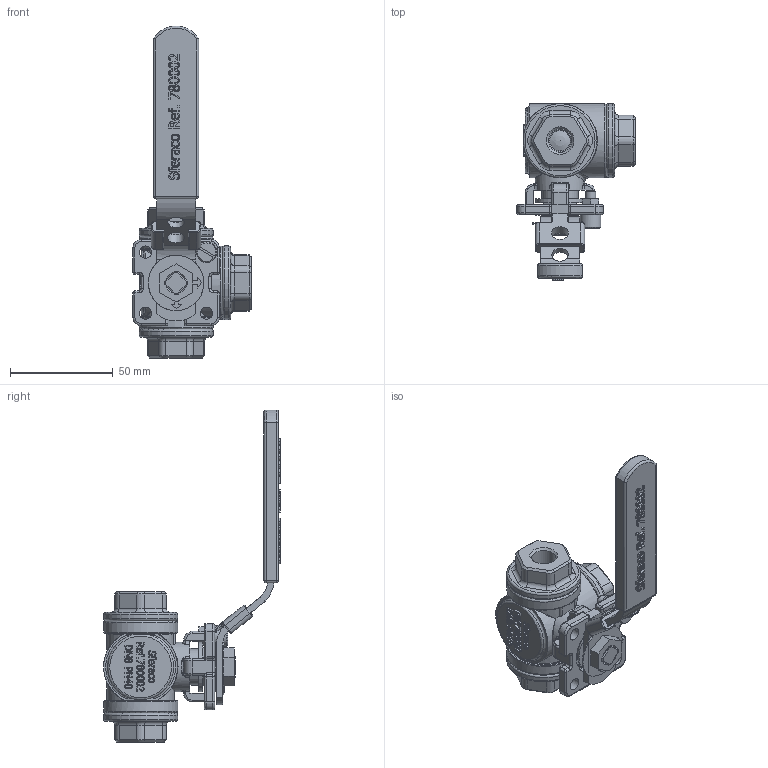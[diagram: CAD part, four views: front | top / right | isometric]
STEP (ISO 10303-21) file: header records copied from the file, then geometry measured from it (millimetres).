
FILE_DESCRIPTION(/* description */ ('780002'),/* implementation_level */ '2;1');
FILE_NAME(/* name */ '780002.stp',/* time_stamp */ '2015-07-23T13:59:19+02:00',/* author */ ('jmorand'),/* organization */ ('Sferaco'),/* preprocessor_version */ 'ST-DEVELOPER v16.1',/* originating_system */ 'Autodesk Inventor 2016',/* authorisation */ '');
FILE_SCHEMA (('AUTOMOTIVE_DESIGN { 1 0 10303 214 3 1 1 }'));
Length unit declared in the file: millimetre
Products named in the file (1): 780002_bd
Bounding box: 57.5 x 86 x 161.5 mm (x, y, z)
Volume: 103721.7 mm3; surface area: 33550.7 mm2
Topology: 1 solids, 11 shells, 1327 faces, 3377 edges, 2138 vertices
Faces by surface type: plane 511, bspline 411, cylinder 233, torus 101, cone 43, sphere 28
Full cylindrical faces by diameter (mm): 5 x2, 6 x4, 8 x2, 10 x4, 11 x1, 11.445 x3, 12 x2, 18 x1, 24 x3, 25.835 x3, 27 x2, 36 x6
Entity records: 45965 total; most frequent: CARTESIAN_POINT 15453, ORIENTED_EDGE 6584, DIRECTION 4886, EDGE_CURVE 3292, VERTEX_POINT 2116, LINE 1736, VECTOR 1736, AXIS2_PLACEMENT_3D 1575
